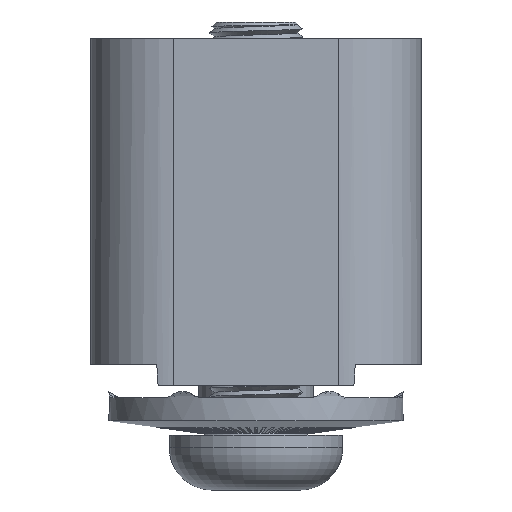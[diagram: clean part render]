
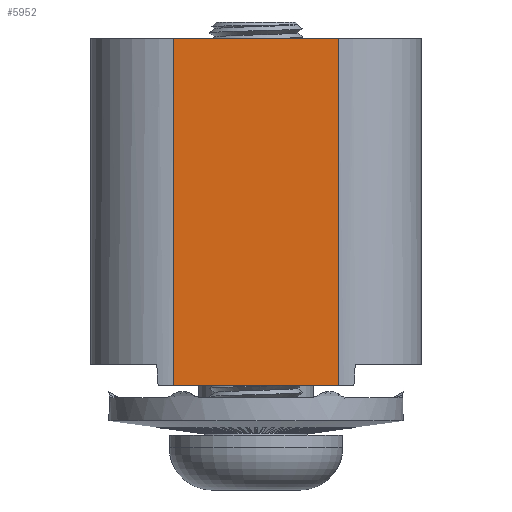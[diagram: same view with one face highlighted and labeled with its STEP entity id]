
A CAD part, left-side view. The second image highlights one B-rep face of the part: STEP entity #5952.
In plain terms, the highlighted planar face has unit normal (-1, 0, 0).
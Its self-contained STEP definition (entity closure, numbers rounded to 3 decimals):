
#455=PLANE('',#6385);
#782=FACE_OUTER_BOUND('',#1135,.T.);
#1135=EDGE_LOOP('',(#4293,#4294,#4295,#4296));
#1747=LINE('',#10358,#2069);
#1762=LINE('',#10409,#2084);
#1773=LINE('',#10532,#2095);
#1774=LINE('',#10535,#2096);
#2069=VECTOR('',#7155,10.);
#2084=VECTOR('',#7198,10.);
#2095=VECTOR('',#7275,10.);
#2096=VECTOR('',#7280,10.);
#2412=VERTEX_POINT('',#10354);
#2414=VERTEX_POINT('',#10357);
#2434=VERTEX_POINT('',#10402);
#2436=VERTEX_POINT('',#10407);
#3090=EDGE_CURVE('',#2412,#2414,#1747,.T.);
#3116=EDGE_CURVE('',#2434,#2436,#1762,.T.);
#3149=EDGE_CURVE('',#2434,#2412,#1773,.T.);
#3151=EDGE_CURVE('',#2414,#2436,#1774,.T.);
#4293=ORIENTED_EDGE('',*,*,#3149,.F.);
#4294=ORIENTED_EDGE('',*,*,#3116,.T.);
#4295=ORIENTED_EDGE('',*,*,#3151,.F.);
#4296=ORIENTED_EDGE('',*,*,#3090,.F.);
#5952=ADVANCED_FACE('',(#782),#455,.T.);
#6385=AXIS2_PLACEMENT_3D('',#10534,#7278,#7279);
#7155=DIRECTION('',(0.,-1.,0.));
#7198=DIRECTION('',(0.,-1.,0.));
#7275=DIRECTION('',(0.,0.,1.));
#7278=DIRECTION('center_axis',(-1.,0.,0.));
#7279=DIRECTION('ref_axis',(0.,0.,1.));
#7280=DIRECTION('',(0.,0.,-1.));
#10354=CARTESIAN_POINT('',(-7.,5.,21.));
#10357=CARTESIAN_POINT('',(-7.,-5.,21.));
#10358=CARTESIAN_POINT('',(-7.,0.,21.));
#10402=CARTESIAN_POINT('',(-7.,5.,0.));
#10407=CARTESIAN_POINT('',(-7.,-5.,0.));
#10409=CARTESIAN_POINT('',(-7.,0.,0.));
#10532=CARTESIAN_POINT('',(-7.,5.,16.869));
#10534=CARTESIAN_POINT('Origin',(-7.,0.,21.));
#10535=CARTESIAN_POINT('',(-7.,-5.,16.869));
